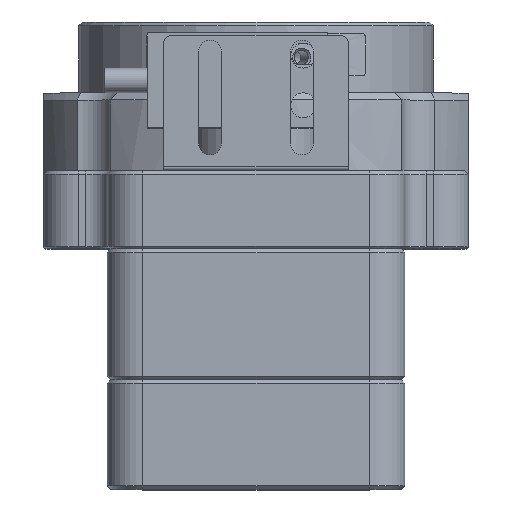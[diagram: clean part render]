
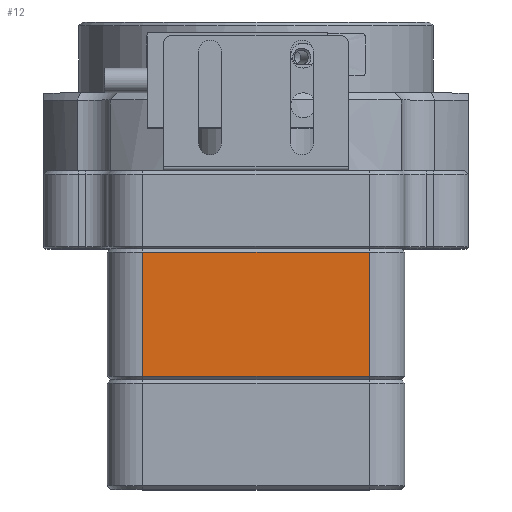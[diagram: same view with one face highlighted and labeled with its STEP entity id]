
A CAD part, top view. The second image highlights one B-rep face of the part: STEP entity #12.
In plain terms, the highlighted planar face has unit normal (0, 0, 1).
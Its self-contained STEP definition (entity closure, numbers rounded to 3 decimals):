
#12 = ADVANCED_FACE ( 'NONE', ( #33609 ), #33575, .F. ) ;
#3123 = EDGE_CURVE ( 'NONE', #3612, #9418, #21345, .T. ) ;
#3360 = EDGE_LOOP ( 'NONE', ( #13885, #14163, #14219, #14531 ) ) ;
#3612 = VERTEX_POINT ( 'NONE', #9369 ) ;
#4354 = EDGE_CURVE ( 'NONE', #16359, #9418, #36123, .T. ) ;
#9369 = CARTESIAN_POINT ( 'NONE',  ( 16., -0.5, 50.846 ) ) ;
#9418 = VERTEX_POINT ( 'NONE', #37186 ) ;
#12755 = VERTEX_POINT ( 'NONE', #13819 ) ;
#13819 = CARTESIAN_POINT ( 'NONE',  ( -16., -0.5, 50.846 ) ) ;
#13885 = ORIENTED_EDGE ( 'NONE', *, *, #37925, .T. ) ;
#14163 = ORIENTED_EDGE ( 'NONE', *, *, #4354, .T. ) ;
#14219 = ORIENTED_EDGE ( 'NONE', *, *, #3123, .F. ) ;
#14531 = ORIENTED_EDGE ( 'NONE', *, *, #17840, .T. ) ;
#14732 = DIRECTION ( 'NONE',  ( -1., 0., 0. ) ) ;
#14737 = CARTESIAN_POINT ( 'NONE',  ( -16., -0.5, 50.846 ) ) ;
#14766 = LINE ( 'NONE', #14737, #23947 ) ;
#16359 = VERTEX_POINT ( 'NONE', #36972 ) ;
#16595 = VECTOR ( 'NONE', #21334, 1000. ) ;
#17840 = EDGE_CURVE ( 'NONE', #3612, #12755, #14766, .T. ) ;
#18804 = VECTOR ( 'NONE', #36108, 1000. ) ;
#21334 = DIRECTION ( 'NONE',  ( 0., -1., 0. ) ) ;
#21340 = CARTESIAN_POINT ( 'NONE',  ( 16., 0., 50.846 ) ) ;
#21345 = LINE ( 'NONE', #21340, #16595 ) ;
#23947 = VECTOR ( 'NONE', #14732, 1000. ) ;
#30839 = VECTOR ( 'NONE', #32522, 1000. ) ;
#31206 = AXIS2_PLACEMENT_3D ( 'NONE', #33572, #33523, #33481 ) ;
#32522 = DIRECTION ( 'NONE',  ( 0., -1., 0. ) ) ;
#32569 = CARTESIAN_POINT ( 'NONE',  ( -16., 0., 50.846 ) ) ;
#32608 = LINE ( 'NONE', #32569, #30839 ) ;
#33481 = DIRECTION ( 'NONE',  ( -1., 0., 0. ) ) ;
#33523 = DIRECTION ( 'NONE',  ( 0., 0., -1. ) ) ;
#33572 = CARTESIAN_POINT ( 'NONE',  ( 16., 0., 50.846 ) ) ;
#33575 = PLANE ( 'NONE',  #31206 ) ;
#33609 = FACE_OUTER_BOUND ( 'NONE', #3360, .T. ) ;
#36108 = DIRECTION ( 'NONE',  ( 1., 0., 0. ) ) ;
#36117 = CARTESIAN_POINT ( 'NONE',  ( 16., -18., 50.846 ) ) ;
#36123 = LINE ( 'NONE', #36117, #18804 ) ;
#36972 = CARTESIAN_POINT ( 'NONE',  ( -16., -18., 50.846 ) ) ;
#37186 = CARTESIAN_POINT ( 'NONE',  ( 16., -18., 50.846 ) ) ;
#37925 = EDGE_CURVE ( 'NONE', #12755, #16359, #32608, .T. ) ;
